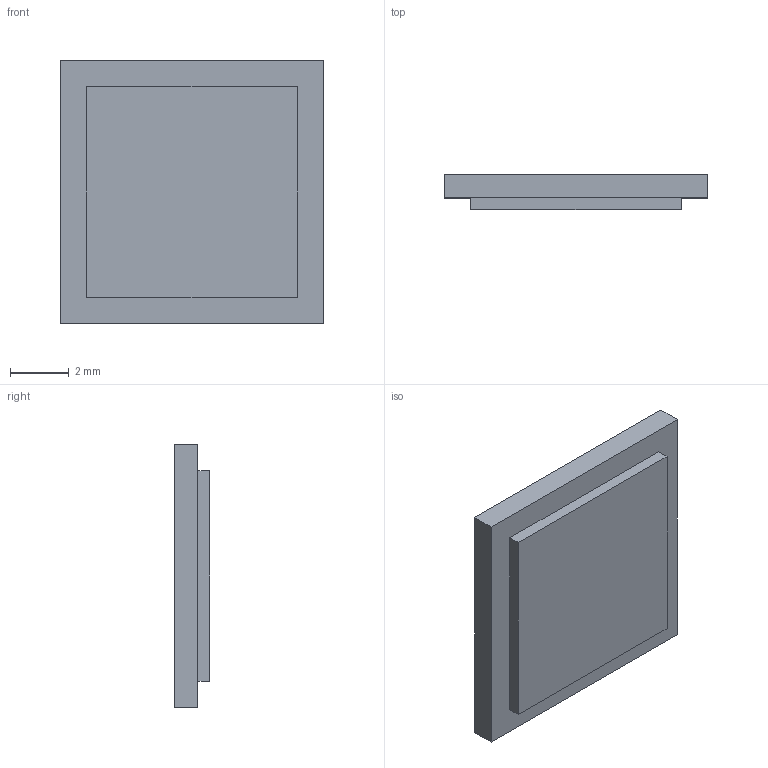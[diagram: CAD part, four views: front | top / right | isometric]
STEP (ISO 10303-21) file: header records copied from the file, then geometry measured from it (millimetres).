
FILE_DESCRIPTION(/* description */ (''),/* implementation_level */ '2;1');
FILE_NAME(/* name */ 'bga_9x9mm.step',/* time_stamp */ '2019-05-08T12:17:06+02:00',/* author */ (''),/* organization */ (''),/* preprocessor_version */ 'ST-DEVELOPER v17.2',/* originating_system */ 'Autodesk Translation Framework v7.6.0.251',/* authorisation */ '');
FILE_SCHEMA (('AUTOMOTIVE_DESIGN { 1 0 10303 214 3 1 1 }'));
Length unit declared in the file: millimetre
Products named in the file (1): (Unsaved)
Bounding box: 9 x 1.2 x 9 mm (x, y, z)
Volume: 85.4 mm3; surface area: 202.9 mm2
Topology: 1 solids, 1 shells, 13 faces, 27 edges, 18 vertices
Faces by surface type: plane 12, cylinder 1
Full cylindrical faces by diameter (mm): 1 x1
Entity records: 383 total; most frequent: CARTESIAN_POINT 59, DIRECTION 57, ORIENTED_EDGE 54, EDGE_CURVE 27, LINE 25, VECTOR 25, VERTEX_POINT 18, AXIS2_PLACEMENT_3D 16
